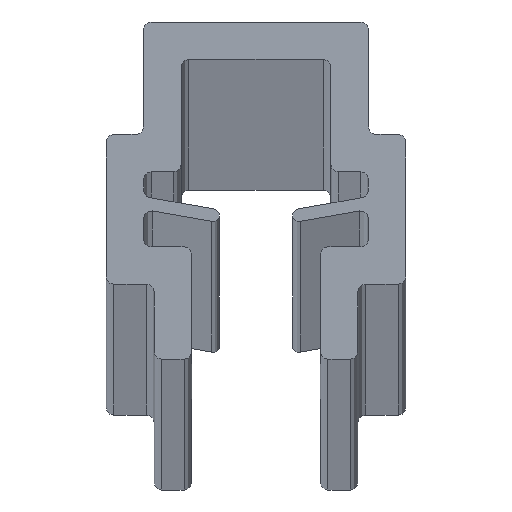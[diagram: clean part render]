
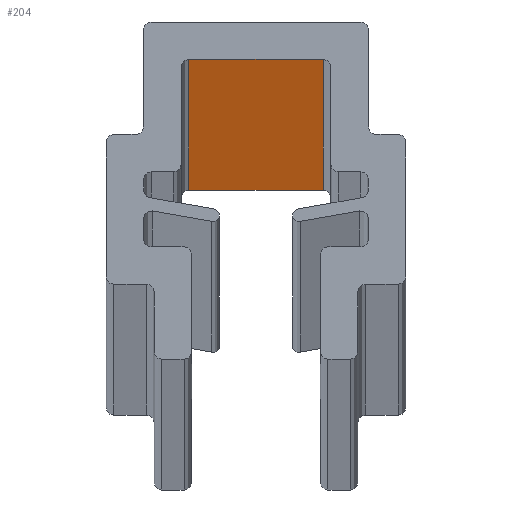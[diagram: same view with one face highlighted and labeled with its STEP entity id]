
A CAD part, top view. The second image highlights one B-rep face of the part: STEP entity #204.
In plain terms, the highlighted planar face has unit normal (0, -1, 0).
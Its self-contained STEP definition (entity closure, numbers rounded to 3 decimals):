
#73=CARTESIAN_POINT('',(4.8,-1.0,0.0));
#74=VERTEX_POINT('',#73);
#92=CARTESIAN_POINT('',(4.8,-1.0,2000.0));
#93=VERTEX_POINT('',#92);
#101=CARTESIAN_POINT('',(4.8,-1.0,2000.0));
#102=DIRECTION('',(0.0,0.0,-1.0));
#103=VECTOR('',#102,2000.0);
#104=LINE('',#101,#103);
#105=EDGE_CURVE('',#93,#74,#104,.T.);
#148=CARTESIAN_POINT('',(1.2,-1.0,0.0));
#149=VERTEX_POINT('',#148);
#157=CARTESIAN_POINT('',(1.2,-1.0,2000.0));
#158=VERTEX_POINT('',#157);
#159=CARTESIAN_POINT('',(1.2,-1.0,0.0));
#160=DIRECTION('',(0.0,0.0,1.0));
#161=VECTOR('',#160,2000.0);
#162=LINE('',#159,#161);
#163=EDGE_CURVE('',#149,#158,#162,.T.);
#183=CARTESIAN_POINT('',(1.0,-1.0,0.0));
#184=DIRECTION('',(0.0,-1.0,0.0));
#185=DIRECTION('',(1.0,0.0,0.0));
#186=AXIS2_PLACEMENT_3D('',#183,#184,#185);
#187=PLANE('',#186);
#188=ORIENTED_EDGE('',*,*,#105,.F.);
#189=CARTESIAN_POINT('',(1.2,-1.0,2000.0));
#190=DIRECTION('',(1.0,0.0,0.0));
#191=VECTOR('',#190,3.6);
#192=LINE('',#189,#191);
#193=EDGE_CURVE('',#158,#93,#192,.T.);
#194=ORIENTED_EDGE('',*,*,#193,.F.);
#195=ORIENTED_EDGE('',*,*,#163,.F.);
#196=CARTESIAN_POINT('',(4.8,-1.0,0.0));
#197=DIRECTION('',(-1.0,0.0,0.0));
#198=VECTOR('',#197,3.6);
#199=LINE('',#196,#198);
#200=EDGE_CURVE('',#74,#149,#199,.T.);
#201=ORIENTED_EDGE('',*,*,#200,.F.);
#202=EDGE_LOOP('',(#188,#194,#195,#201));
#203=FACE_OUTER_BOUND('',#202,.T.);
#204=ADVANCED_FACE('',(#203),#187,.T.);
